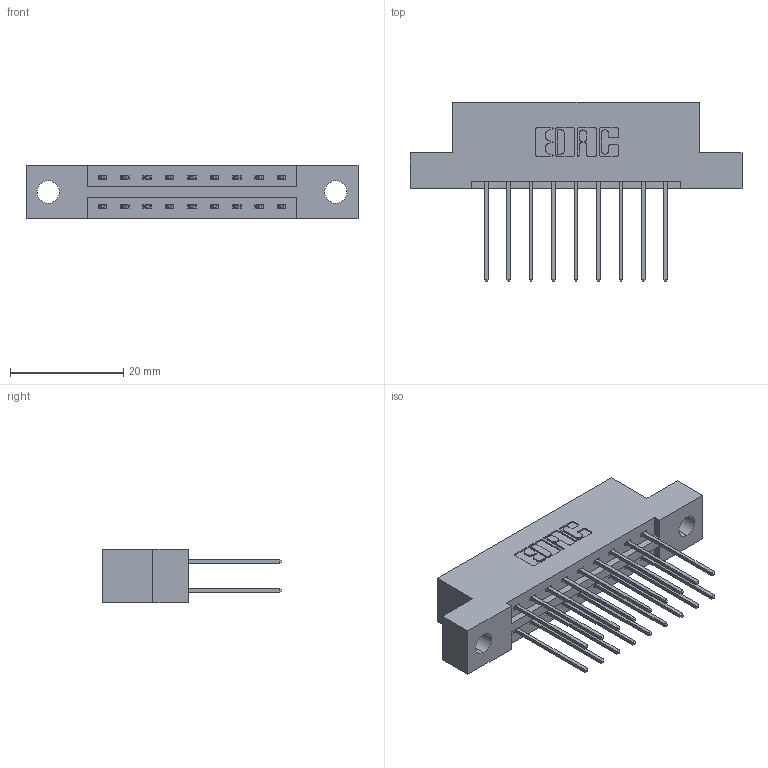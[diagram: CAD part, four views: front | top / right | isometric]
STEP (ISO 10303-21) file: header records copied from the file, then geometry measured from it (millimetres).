
FILE_DESCRIPTION (( 'STEP AP203' ), '1' );
FILE_NAME ('337-018-542-204.STEP', '2019-10-08T13:16:19', ( '' ), ( '' ), 'SwSTEP 2.0', 'SolidWorks 2016', '' );
FILE_SCHEMA (( 'CONFIG_CONTROL_DESIGN' ));
Length unit declared in the file: inch
Products named in the file (3): 337-018-542-204; 345-292-001_345-293-142; 337 Part_Flush Mounting Lugs - 0.156 Dia-TH
Assembly tree (19 placements, depth 2):
  337-018-542-204
    337 Part_Flush Mounting Lugs - 0.156 Dia-TH
    345-292-001_345-293-142  x18
Bounding box: 58.67 x 31.63 x 9.4 mm (x, y, z)
Volume: 5740.3 mm3; surface area: 6384.6 mm2
Topology: 19 solids, 19 shells, 1086 faces, 3209 edges, 2114 vertices
Faces by surface type: plane 754, cylinder 332
Entity records: 11267 total; most frequent: CARTESIAN_POINT 1926, ORIENTED_EDGE 1862, DIRECTION 1699, EDGE_CURVE 931, LINE 803, VECTOR 803, VERTEX_POINT 618, AXIS2_PLACEMENT_3D 448
